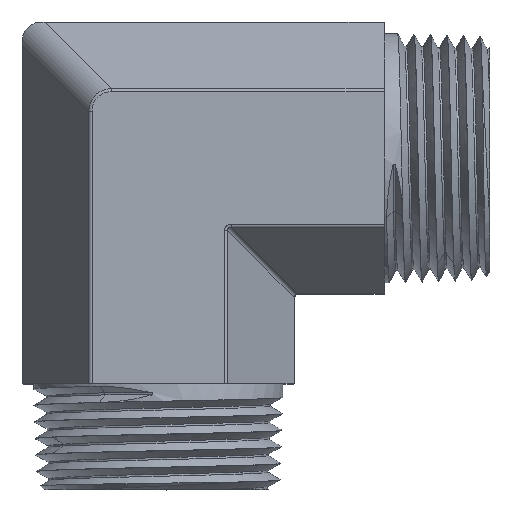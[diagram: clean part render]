
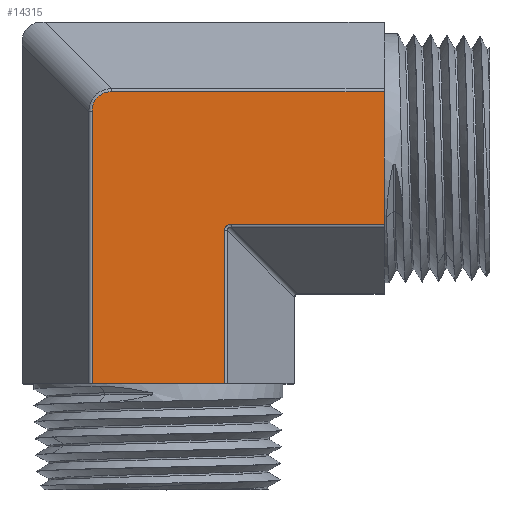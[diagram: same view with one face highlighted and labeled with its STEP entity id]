
A CAD part, top view. The second image highlights one B-rep face of the part: STEP entity #14315.
In plain terms, the highlighted planar face has unit normal (0, 0, 1).
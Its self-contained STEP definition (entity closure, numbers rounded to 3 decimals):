
#222=DIRECTION('',(0.,-1.,0.));
#223=VECTOR('',#222,3.783);
#224=CARTESIAN_POINT('',(30.3,-5.108,15.9));
#225=LINE('',#224,#223);
#237=DIRECTION('',(0.,-1.,0.));
#238=VECTOR('',#237,3.783);
#239=CARTESIAN_POINT('',(30.3,8.891,15.9));
#240=LINE('',#239,#238);
#7826=DIRECTION('',(-1.,0.,0.));
#7827=VECTOR('',#7826,3.783);
#7828=CARTESIAN_POINT('',(-5.108,-30.3,15.9));
#7829=LINE('',#7828,#7827);
#7841=DIRECTION('',(-1.,0.,0.));
#7842=VECTOR('',#7841,3.783);
#7843=CARTESIAN_POINT('',(8.891,-30.3,15.9));
#7844=LINE('',#7843,#7842);
#8237=DIRECTION('',(0.,-1.,0.));
#8238=VECTOR('',#8237,10.217);
#8239=CARTESIAN_POINT('',(30.3,5.108,15.9));
#8240=LINE('',#8239,#8238);
#8244=DIRECTION('',(-1.,0.,0.));
#8245=VECTOR('',#8244,20.543);
#8246=CARTESIAN_POINT('',(30.3,-8.891,15.9));
#8247=LINE('',#8246,#8245);
#8251=CARTESIAN_POINT('',(8.891,-9.757,15.9));
#8252=CARTESIAN_POINT('',(8.891,-9.727,15.9));
#8253=CARTESIAN_POINT('',(8.894,-9.667,15.9));
#8254=CARTESIAN_POINT('',(8.905,-9.581,15.9));
#8255=CARTESIAN_POINT('',(8.923,-9.5,15.9));
#8256=CARTESIAN_POINT('',(8.947,-9.424,15.9));
#8257=CARTESIAN_POINT('',(8.976,-9.354,15.9));
#8258=CARTESIAN_POINT('',(9.01,-9.291,15.9));
#8259=CARTESIAN_POINT('',(9.047,-9.233,15.9));
#8260=CARTESIAN_POINT('',(9.088,-9.18,15.9));
#8261=CARTESIAN_POINT('',(9.133,-9.132,15.9));
#8262=CARTESIAN_POINT('',(9.181,-9.088,15.9));
#8263=CARTESIAN_POINT('',(9.233,-9.047,15.9));
#8264=CARTESIAN_POINT('',(9.291,-9.01,15.9));
#8265=CARTESIAN_POINT('',(9.355,-8.976,15.9));
#8266=CARTESIAN_POINT('',(9.425,-8.947,15.9));
#8267=CARTESIAN_POINT('',(9.5,-8.923,15.9));
#8268=CARTESIAN_POINT('',(9.581,-8.905,15.9));
#8269=CARTESIAN_POINT('',(9.667,-8.894,15.9));
#8270=CARTESIAN_POINT('',(9.727,-8.891,15.9));
#8271=CARTESIAN_POINT('',(9.757,-8.891,15.9));
#8276=DIRECTION('',(0.,1.,0.));
#8277=VECTOR('',#8276,20.543);
#8278=CARTESIAN_POINT('',(8.891,-30.3,15.9));
#8279=LINE('',#8278,#8277);
#8283=DIRECTION('',(1.,0.,0.));
#8284=VECTOR('',#8283,10.217);
#8285=CARTESIAN_POINT('',(-5.108,-30.3,15.9));
#8286=LINE('',#8285,#8284);
#8290=DIRECTION('',(0.,1.,0.));
#8291=VECTOR('',#8290,36.593);
#8292=CARTESIAN_POINT('',(-8.891,-30.3,15.9));
#8293=LINE('',#8292,#8291);
#8297=CARTESIAN_POINT('',(-6.293,8.891,15.9));
#8298=CARTESIAN_POINT('',(-6.368,8.891,15.9));
#8299=CARTESIAN_POINT('',(-6.516,8.886,15.9));
#8300=CARTESIAN_POINT('',(-6.729,8.863,15.9));
#8301=CARTESIAN_POINT('',(-6.934,8.827,15.9));
#8302=CARTESIAN_POINT('',(-7.129,8.776,15.9));
#8303=CARTESIAN_POINT('',(-7.316,8.714,15.9));
#8304=CARTESIAN_POINT('',(-7.493,8.639,15.9));
#8305=CARTESIAN_POINT('',(-7.66,8.552,15.9));
#8306=CARTESIAN_POINT('',(-7.817,8.455,15.9));
#8307=CARTESIAN_POINT('',(-7.965,8.348,15.9));
#8308=CARTESIAN_POINT('',(-8.102,8.23,15.9));
#8309=CARTESIAN_POINT('',(-8.23,8.102,15.9));
#8310=CARTESIAN_POINT('',(-8.348,7.965,15.9));
#8311=CARTESIAN_POINT('',(-8.455,7.817,15.9));
#8312=CARTESIAN_POINT('',(-8.552,7.66,15.9));
#8313=CARTESIAN_POINT('',(-8.639,7.493,15.9));
#8314=CARTESIAN_POINT('',(-8.714,7.316,15.9));
#8315=CARTESIAN_POINT('',(-8.776,7.129,15.9));
#8316=CARTESIAN_POINT('',(-8.827,6.934,15.9));
#8317=CARTESIAN_POINT('',(-8.863,6.729,15.9));
#8318=CARTESIAN_POINT('',(-8.886,6.516,15.9));
#8319=CARTESIAN_POINT('',(-8.891,6.368,15.9));
#8320=CARTESIAN_POINT('',(-8.891,6.293,15.9));
#8325=DIRECTION('',(1.,0.,0.));
#8326=VECTOR('',#8325,36.593);
#8327=CARTESIAN_POINT('',(-6.293,8.891,15.9));
#8328=LINE('',#8327,#8326);
#8821=CARTESIAN_POINT('',(8.891,-30.3,15.9));
#8822=CARTESIAN_POINT('',(8.891,-9.757,15.9));
#8823=VERTEX_POINT('',#8821);
#8824=VERTEX_POINT('',#8822);
#8827=CARTESIAN_POINT('',(30.3,-8.891,15.9));
#8828=CARTESIAN_POINT('',(9.757,-8.891,15.9));
#8829=VERTEX_POINT('',#8827);
#8830=VERTEX_POINT('',#8828);
#8860=CARTESIAN_POINT('',(-8.891,-30.3,15.9));
#8861=CARTESIAN_POINT('',(-8.891,6.293,15.9));
#8862=VERTEX_POINT('',#8860);
#8863=VERTEX_POINT('',#8861);
#8876=CARTESIAN_POINT('',(-6.293,8.891,15.9));
#8877=CARTESIAN_POINT('',(30.3,8.891,15.9));
#8878=VERTEX_POINT('',#8876);
#8879=VERTEX_POINT('',#8877);
#8894=CARTESIAN_POINT('',(-5.108,-30.3,15.9));
#8895=CARTESIAN_POINT('',(5.108,-30.3,15.9));
#8896=VERTEX_POINT('',#8894);
#8897=VERTEX_POINT('',#8895);
#8963=CARTESIAN_POINT('',(30.3,-5.108,15.9));
#8964=CARTESIAN_POINT('',(30.3,5.108,15.9));
#8965=VERTEX_POINT('',#8963);
#8966=VERTEX_POINT('',#8964);
#14291=CARTESIAN_POINT('',(0.,9.18,15.9));
#14292=DIRECTION('',(0.,0.,1.));
#14293=DIRECTION('',(0.,-1.,0.));
#14294=AXIS2_PLACEMENT_3D('',#14291,#14292,#14293);
#14295=PLANE('',#14294);
#14296=ORIENTED_EDGE('',*,*,#14013,.T.);
#14297=ORIENTED_EDGE('',*,*,#9096,.T.);
#14299=ORIENTED_EDGE('',*,*,#14298,.T.);
#14301=ORIENTED_EDGE('',*,*,#14300,.F.);
#14302=ORIENTED_EDGE('',*,*,#14282,.F.);
#14303=ORIENTED_EDGE('',*,*,#13831,.T.);
#14304=ORIENTED_EDGE('',*,*,#13920,.F.);
#14305=ORIENTED_EDGE('',*,*,#13820,.T.);
#14307=ORIENTED_EDGE('',*,*,#14306,.T.);
#14309=ORIENTED_EDGE('',*,*,#14308,.F.);
#14311=ORIENTED_EDGE('',*,*,#14310,.T.);
#14312=ORIENTED_EDGE('',*,*,#9108,.T.);
#14313=EDGE_LOOP('',(#14296,#14297,#14299,#14301,#14302,#14303,#14304,#14305,
#14307,#14309,#14311,#14312));
#14314=FACE_OUTER_BOUND('',#14313,.F.);
#8272=B_SPLINE_CURVE_WITH_KNOTS('',3,(#8251,#8252,#8253,#8254,#8255,#8256,#8257,
#8258,#8259,#8260,#8261,#8262,#8263,#8264,#8265,#8266,#8267,#8268,#8269,#8270,
#8271),.UNSPECIFIED.,.F.,.F.,(4,1,1,1,1,1,1,1,1,1,1,1,1,1,1,1,1,1,4),(0.,
0.056,0.111,0.167,0.222,
0.278,0.333,0.389,0.444,0.5,
0.556,0.611,0.667,0.722,
0.778,0.833,0.889,0.944,1.),
.UNSPECIFIED.);
#8321=B_SPLINE_CURVE_WITH_KNOTS('',3,(#8297,#8298,#8299,#8300,#8301,#8302,#8303,
#8304,#8305,#8306,#8307,#8308,#8309,#8310,#8311,#8312,#8313,#8314,#8315,#8316,
#8317,#8318,#8319,#8320),.UNSPECIFIED.,.F.,.F.,(4,1,1,1,1,1,1,1,1,1,1,1,1,1,1,1,
1,1,1,1,1,4),(0.,0.048,0.095,0.143,
0.19,0.238,0.286,0.333,
0.381,0.429,0.476,0.524,
0.571,0.619,0.667,0.714,
0.762,0.81,0.857,0.905,
0.952,1.),.UNSPECIFIED.);
#9096=EDGE_CURVE('',#8965,#8829,#225,.T.);
#9108=EDGE_CURVE('',#8879,#8966,#240,.T.);
#13820=EDGE_CURVE('',#8896,#8862,#7829,.T.);
#13831=EDGE_CURVE('',#8823,#8897,#7844,.T.);
#13920=EDGE_CURVE('',#8896,#8897,#8286,.T.);
#14013=EDGE_CURVE('',#8966,#8965,#8240,.T.);
#14282=EDGE_CURVE('',#8823,#8824,#8279,.T.);
#14298=EDGE_CURVE('',#8829,#8830,#8247,.T.);
#14300=EDGE_CURVE('',#8824,#8830,#8272,.T.);
#14306=EDGE_CURVE('',#8862,#8863,#8293,.T.);
#14308=EDGE_CURVE('',#8878,#8863,#8321,.T.);
#14310=EDGE_CURVE('',#8878,#8879,#8328,.T.);
#14315=ADVANCED_FACE('',(#14314),#14295,.T.);
